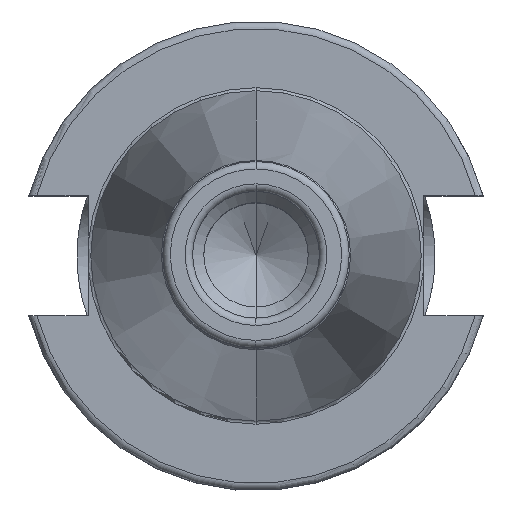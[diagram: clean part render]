
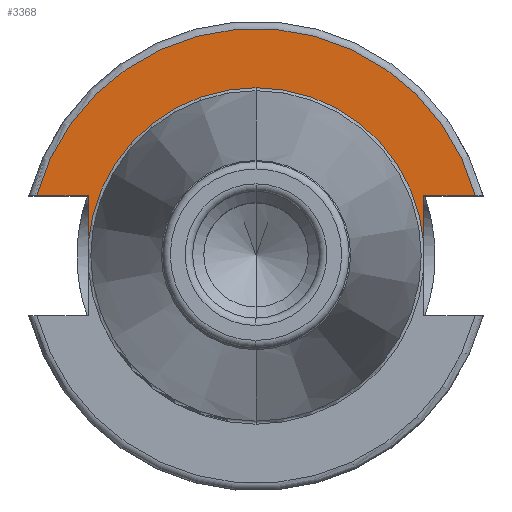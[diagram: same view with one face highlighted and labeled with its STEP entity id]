
A CAD part, top view. The second image highlights one B-rep face of the part: STEP entity #3368.
In plain terms, the highlighted planar face has unit normal (0, 0, 1).
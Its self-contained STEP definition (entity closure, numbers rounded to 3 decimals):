
#969=DIRECTION('',(0,1,0));
#970=VECTOR('',#969,6.317);
#971=CARTESIAN_POINT('',(-22.5,1.733,10));
#972=LINE('',#971,#970);
#973=DIRECTION('',(1,0,0));
#974=VECTOR('',#973,6.918);
#975=CARTESIAN_POINT('',(-29.418,8.05,10));
#976=LINE('',#975,#974);
#977=DIRECTION('',(-1,0,0));
#978=VECTOR('',#977,6.918);
#979=CARTESIAN_POINT('',(29.418,8.05,10));
#980=LINE('',#979,#978);
#981=DIRECTION('',(0,-1,0));
#982=VECTOR('',#981,6.317);
#983=CARTESIAN_POINT('',(22.5,8.05,10));
#984=LINE('',#983,#982);
#994=CARTESIAN_POINT('',(0,0,10));
#995=DIRECTION('',(0,0,1));
#996=DIRECTION('',(0,1,0));
#997=AXIS2_PLACEMENT_3D('',#994,#995,#996);
#1028=CARTESIAN_POINT('',(0,0,10));
#1029=DIRECTION('',(0,0,-1));
#1030=DIRECTION('',(0,1,0));
#1031=AXIS2_PLACEMENT_3D('',#1028,#1029,#1030);
#1555=CARTESIAN_POINT('',(0,0,10));
#1556=DIRECTION('',(0,0,1));
#1557=DIRECTION('',(0.965,0.264,0));
#1558=AXIS2_PLACEMENT_3D('',#1555,#1556,#1557);
#1859=CARTESIAN_POINT('',(0,22.567,10));
#1861=VERTEX_POINT('',#1859);
#1975=CARTESIAN_POINT('',(-22.5,1.733,10));
#1976=CARTESIAN_POINT('',(-22.5,8.05,10));
#1977=VERTEX_POINT('',#1975);
#1978=VERTEX_POINT('',#1976);
#1979=CARTESIAN_POINT('',(-29.418,8.05,10));
#1980=VERTEX_POINT('',#1979);
#1981=CARTESIAN_POINT('',(22.5,8.05,10));
#1982=CARTESIAN_POINT('',(22.5,1.733,10));
#1983=VERTEX_POINT('',#1981);
#1984=VERTEX_POINT('',#1982);
#1991=CARTESIAN_POINT('',(29.418,8.05,10));
#1992=VERTEX_POINT('',#1991);
#3351=CARTESIAN_POINT('',(0,0,10));
#3352=DIRECTION('',(0,0,-1));
#3353=DIRECTION('',(0,-1,0));
#3354=AXIS2_PLACEMENT_3D('',#3351,#3352,#3353);
#3355=PLANE('',#3354);
#3356=ORIENTED_EDGE('',*,*,#3233,.T.);
#3357=ORIENTED_EDGE('',*,*,#3219,.F.);
#3359=ORIENTED_EDGE('',*,*,#3358,.F.);
#3360=ORIENTED_EDGE('',*,*,#3105,.T.);
#3361=ORIENTED_EDGE('',*,*,#3087,.T.);
#3363=ORIENTED_EDGE('',*,*,#3362,.F.);
#3365=ORIENTED_EDGE('',*,*,#3364,.T.);
#3366=EDGE_LOOP('',(#3356,#3357,#3359,#3360,#3361,#3363,#3365));
#3367=FACE_OUTER_BOUND('',#3366,.F.);
#3368=ADVANCED_FACE('',(#3367),#3355,.F.);
#998=CIRCLE('',#997,22.567);
#1032=CIRCLE('',#1031,22.567);
#1559=CIRCLE('',#1558,30.5);
#3087=EDGE_CURVE('',#1983,#1984,#984,.T.);
#3105=EDGE_CURVE('',#1992,#1983,#980,.T.);
#3219=EDGE_CURVE('',#1980,#1978,#976,.T.);
#3233=EDGE_CURVE('',#1977,#1978,#972,.T.);
#3358=EDGE_CURVE('',#1992,#1980,#1559,.T.);
#3362=EDGE_CURVE('',#1861,#1984,#1032,.T.);
#3364=EDGE_CURVE('',#1861,#1977,#998,.T.);
